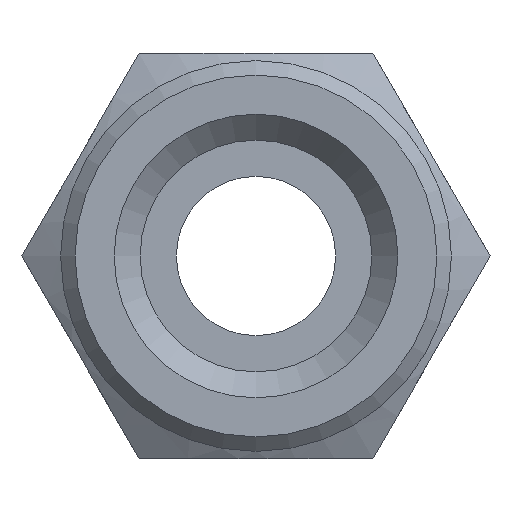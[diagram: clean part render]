
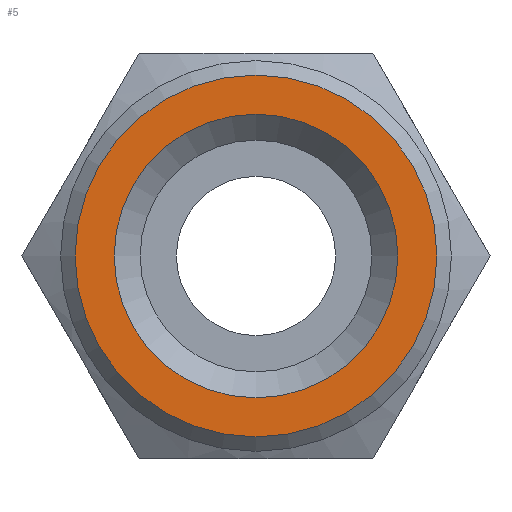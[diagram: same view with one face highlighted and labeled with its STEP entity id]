
A CAD part, front view. The second image highlights one B-rep face of the part: STEP entity #5.
In plain terms, the highlighted planar face has unit normal (0, -1, 0).
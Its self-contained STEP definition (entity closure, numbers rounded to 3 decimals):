
#5 = ADVANCED_FACE ( 'NONE', ( #557, #668 ), #48, .T. ) ;
#32 = DIRECTION ( 'NONE',  ( 0., -1., 0. ) ) ;
#48 = PLANE ( 'NONE',  #377 ) ;
#53 = CARTESIAN_POINT ( 'NONE',  ( 0., 0., -4.9 ) ) ;
#169 = DIRECTION ( 'NONE',  ( 0., -1., 0. ) ) ;
#170 = CARTESIAN_POINT ( 'NONE',  ( 0., 0., 0. ) ) ;
#171 = DIRECTION ( 'NONE',  ( 0., 0., -1. ) ) ;
#181 = CARTESIAN_POINT ( 'NONE',  ( 0., 0., 6.25 ) ) ;
#302 = DIRECTION ( 'NONE',  ( 0., 0., -1. ) ) ;
#324 = CARTESIAN_POINT ( 'NONE',  ( 0., 0., 0. ) ) ;
#327 = DIRECTION ( 'NONE',  ( 0., 0., 1. ) ) ;
#342 = DIRECTION ( 'NONE',  ( 0., -1., 0. ) ) ;
#351 = CARTESIAN_POINT ( 'NONE',  ( -6.325, 0., 6.325 ) ) ;
#377 = AXIS2_PLACEMENT_3D ( 'NONE', #351, #32, #302 ) ;
#384 = EDGE_CURVE ( 'NONE', #499, #499, #467, .T. ) ;
#396 = EDGE_CURVE ( 'NONE', #511, #511, #482, .T. ) ;
#425 = AXIS2_PLACEMENT_3D ( 'NONE', #170, #169, #171 ) ;
#443 = AXIS2_PLACEMENT_3D ( 'NONE', #324, #342, #327 ) ;
#467 = CIRCLE ( 'NONE', #443, 6.25 ) ;
#482 = CIRCLE ( 'NONE', #425, 4.9 ) ;
#499 = VERTEX_POINT ( 'NONE', #181 ) ;
#511 = VERTEX_POINT ( 'NONE', #53 ) ;
#552 = ORIENTED_EDGE ( 'NONE', *, *, #384, .T. ) ;
#557 = FACE_BOUND ( 'NONE', #582, .T. ) ;
#582 = EDGE_LOOP ( 'NONE', ( #586 ) ) ;
#586 = ORIENTED_EDGE ( 'NONE', *, *, #396, .F. ) ;
#638 = EDGE_LOOP ( 'NONE', ( #552 ) ) ;
#668 = FACE_OUTER_BOUND ( 'NONE', #638, .T. ) ;
